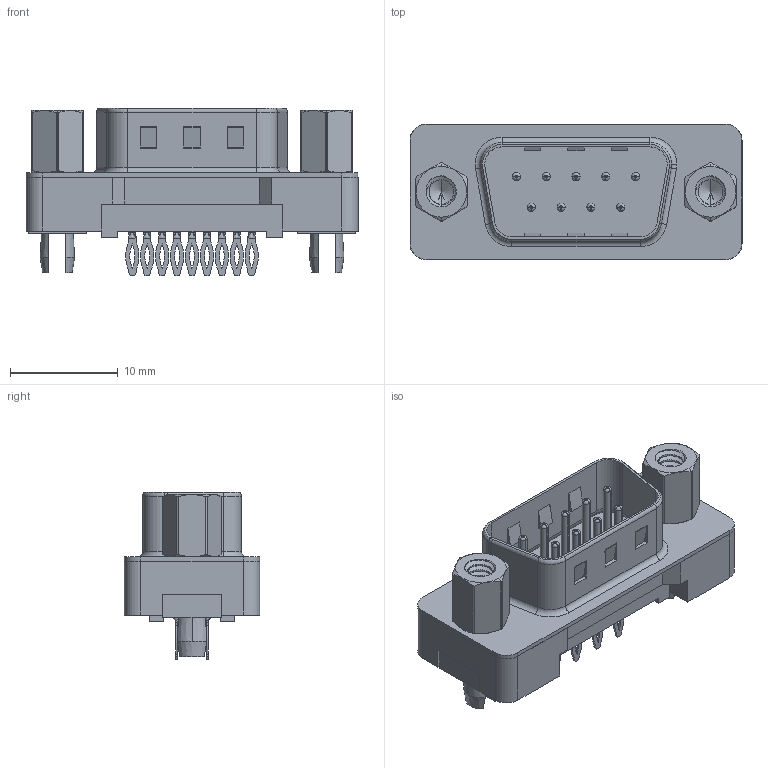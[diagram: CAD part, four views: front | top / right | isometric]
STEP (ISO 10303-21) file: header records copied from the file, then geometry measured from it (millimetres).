
FILE_DESCRIPTION (( 'STEP AP203' ), '1' );
FILE_NAME ('627-009-326-017.STEP', '2020-07-15T22:47:22', ( '' ), ( '' ), 'SwSTEP 2.0', 'SolidWorks 2020', '' );
FILE_SCHEMA (( 'CONFIG_CONTROL_DESIGN' ));
Length unit declared in the file: millimetre
Products named in the file (7): 627 PB 4-40 Threaded Rivet with Boardlock; 627 Plastic Body Housing_09 Contacts; 627-009-326-017; 627 4-40 Hex Standoff; 627 PB Contact Row 1_26; 627 PB Contact Row 2_26; 627 PB Shell_09 Contacts
Assembly tree (15 placements, depth 2):
  627-009-326-017
    627 Plastic Body Housing_09 Contacts
    627 PB Shell_09 Contacts
    627 PB Contact Row 1_26  x5
    627 PB Contact Row 2_26  x4
    627 4-40 Hex Standoff  x2
    627 PB 4-40 Threaded Rivet with Boardlock  x2
Bounding box: 30.81 x 12.55 x 15.55 mm (x, y, z)
Volume: 1888.2 mm3; surface area: 3913.8 mm2
Topology: 15 solids, 15 shells, 1042 faces, 2719 edges, 1729 vertices
Faces by surface type: plane 558, cylinder 342, bspline 54, torus 46, cone 42
Entity records: 20818 total; most frequent: CARTESIAN_POINT 7096, ORIENTED_EDGE 2712, DIRECTION 2598, EDGE_CURVE 1356, VERTEX_POINT 871, AXIS2_PLACEMENT_3D 871, VECTOR 856, LINE 856
